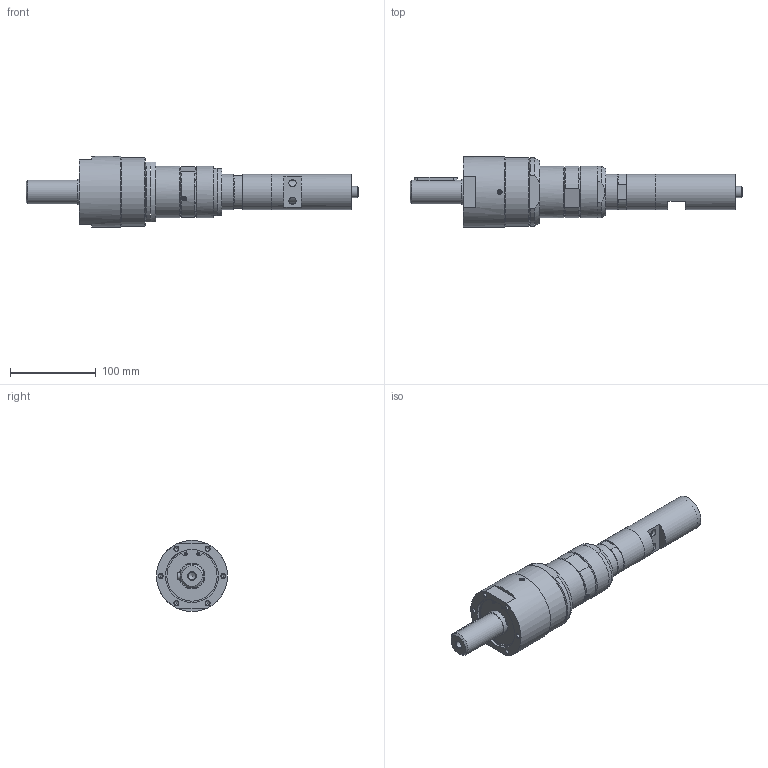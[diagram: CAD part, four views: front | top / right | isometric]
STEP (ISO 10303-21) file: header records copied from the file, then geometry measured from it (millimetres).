
FILE_DESCRIPTION(/* description */ (''),/* implementation_level */ '2;1');
FILE_NAME(/* name */ 'MUB 23-20_60009155.stp',/* time_stamp */ '2019-05-27T13:32:11+02:00',/* author */ ('flambert'),/* organization */ (''),/* preprocessor_version */ 'ST-DEVELOPER v17',/* originating_system */ 'Autodesk Inventor 2018',/* authorisation */ '');
FILE_SCHEMA (('AUTOMOTIVE_DESIGN { 1 0 10303 214 3 1 1 }'));
Length unit declared in the file: millimetre
Products named in the file (1): MUB 23-20_60009155
Bounding box: 388 x 83 x 83 mm (x, y, z)
Volume: 895803.6 mm3; surface area: 94626.7 mm2
Topology: 1 solids, 58 shells, 635 faces, 1531 edges, 1035 vertices
Faces by surface type: cylinder 340, plane 193, cone 90, torus 8, sphere 4
Full cylindrical faces by diameter (mm): 1.55 x4, 2.5 x2, 3.3 x2, 3.6 x2, 4 x3, 4.917 x6, 5 x2, 5.5 x2, 8 x1, 8.376 x1, 8.5 x1, 8.566 x2, 13 x1, 28 x1, 30 x2, 39 x1, 39.5 x1, 41.5 x3, 42 x1, 60 x2, 62 x1, 67 x1, 67.4 x1, 68.178 x1, 68.376 x1, 70 x1, 80 x1, 83 x1
Entity records: 19831 total; most frequent: CARTESIAN_POINT 4043, DIRECTION 3467, ORIENTED_EDGE 3046, EDGE_CURVE 1523, AXIS2_PLACEMENT_3D 1472, VERTEX_POINT 1035, CIRCLE 836, EDGE_LOOP 678
